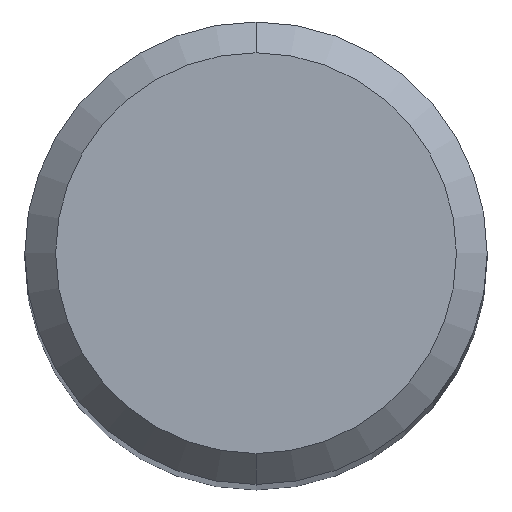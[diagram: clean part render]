
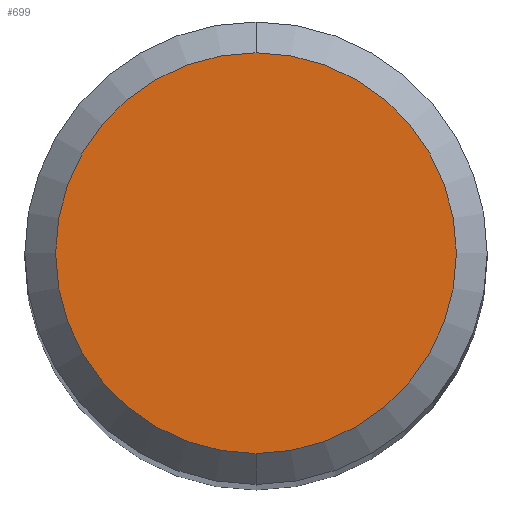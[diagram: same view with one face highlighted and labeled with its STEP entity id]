
A CAD part, top view. The second image highlights one B-rep face of the part: STEP entity #699.
In plain terms, the highlighted planar face has unit normal (0, 0, 1).
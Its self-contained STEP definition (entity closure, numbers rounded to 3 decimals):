
#389=EDGE_CURVE('',#409,#551,#929,.T.);
#409=VERTEX_POINT('',#950);
#551=VERTEX_POINT('',#1102);
#699=ADVANCED_FACE('',(#1265),#1266,.T.);
#783=EDGE_CURVE('',#551,#409,#1357,.T.);
#929=CIRCLE('',#1844,2.6);
#950=CARTESIAN_POINT('',(0.0,2.6,0.0));
#1102=CARTESIAN_POINT('',(0.,-2.6,0.0));
#1265=FACE_OUTER_BOUND('',#3317,.T.);
#1266=PLANE('',#3318);
#1357=CIRCLE('',#3648,2.6);
#1844=AXIS2_PLACEMENT_3D('',#3842,#3843,#3844);
#3317=EDGE_LOOP('',(#4237,#4238));
#3318=AXIS2_PLACEMENT_3D('',#4239,#4240,#4241);
#3648=AXIS2_PLACEMENT_3D('',#4334,#4335,#4336);
#3842=CARTESIAN_POINT('',(0.0,0.0,0.0));
#3843=DIRECTION('',(0.0,0.0,-1.0));
#3844=DIRECTION('',(0.0,1.0,0.0));
#4237=ORIENTED_EDGE('',*,*,#389,.F.);
#4238=ORIENTED_EDGE('',*,*,#783,.F.);
#4239=CARTESIAN_POINT('',(0.0,1.3,0.0));
#4240=DIRECTION('',(-0.0,0.0,1.0));
#4241=DIRECTION('',(0.0,-1.0,0.0));
#4334=CARTESIAN_POINT('',(0.0,0.0,0.0));
#4335=DIRECTION('',(0.0,0.0,-1.0));
#4336=DIRECTION('',(0.0,1.0,0.0));
